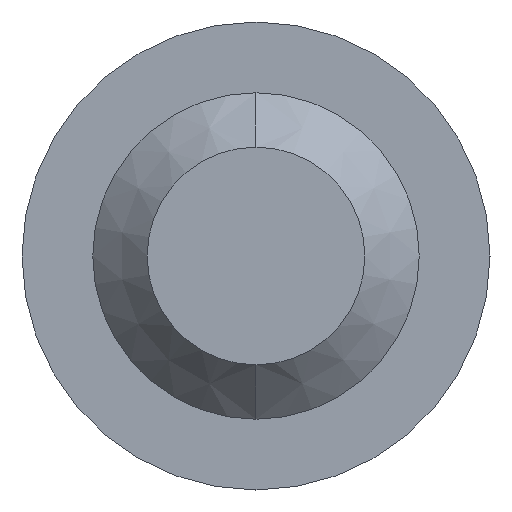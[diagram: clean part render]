
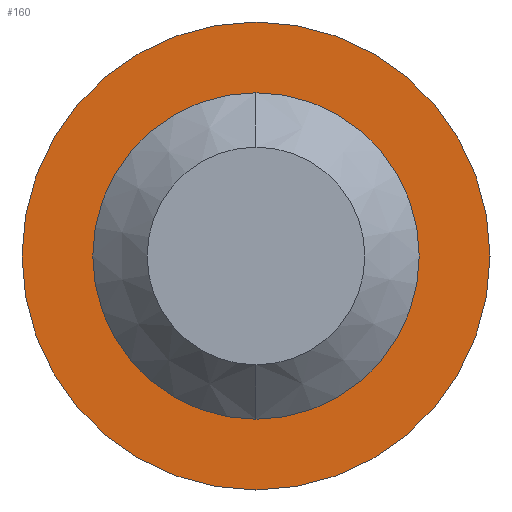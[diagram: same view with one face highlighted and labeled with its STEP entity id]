
A CAD part, left-side view. The second image highlights one B-rep face of the part: STEP entity #160.
In plain terms, the highlighted planar face has unit normal (-1, 0, 0).
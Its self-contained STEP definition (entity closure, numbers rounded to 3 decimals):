
#11 = EDGE_CURVE ( 'NONE', #20, #92, #281, .T. ) ;
#20 = VERTEX_POINT ( 'NONE', #515 ) ;
#91 = EDGE_CURVE ( 'NONE', #100, #95, #427, .T. ) ;
#92 = VERTEX_POINT ( 'NONE', #431 ) ;
#95 = VERTEX_POINT ( 'NONE', #416 ) ;
#100 = VERTEX_POINT ( 'NONE', #410 ) ;
#151 = ORIENTED_EDGE ( 'NONE', *, *, #154, .F. ) ;
#153 = EDGE_LOOP ( 'NONE', ( #289, #203 ) ) ;
#154 = EDGE_CURVE ( 'NONE', #95, #100, #669, .T. ) ;
#160 = ADVANCED_FACE ( 'NONE', ( #722, #651 ), #656, .F. ) ;
#161 = ORIENTED_EDGE ( 'NONE', *, *, #91, .F. ) ;
#178 = AXIS2_PLACEMENT_3D ( 'NONE', #279, #193, #192 ) ;
#192 = DIRECTION ( 'NONE',  ( 0., 0., 1. ) ) ;
#193 = DIRECTION ( 'NONE',  ( -1., 0., 0. ) ) ;
#203 = ORIENTED_EDGE ( 'NONE', *, *, #230, .T. ) ;
#230 = EDGE_CURVE ( 'NONE', #92, #20, #557, .T. ) ;
#251 = EDGE_LOOP ( 'NONE', ( #151, #161 ) ) ;
#279 = CARTESIAN_POINT ( 'NONE',  ( -1.8, 0., 0. ) ) ;
#281 = CIRCLE ( 'NONE', #178, 2.15 ) ;
#289 = ORIENTED_EDGE ( 'NONE', *, *, #11, .T. ) ;
#410 = CARTESIAN_POINT ( 'NONE',  ( -1.8, 0., -1.5 ) ) ;
#412 = DIRECTION ( 'NONE',  ( 0., 0., 1. ) ) ;
#413 = DIRECTION ( 'NONE',  ( -1., 0., 0. ) ) ;
#414 = CARTESIAN_POINT ( 'NONE',  ( -1.8, 0., 0. ) ) ;
#416 = CARTESIAN_POINT ( 'NONE',  ( -1.8, 0., 1.5 ) ) ;
#427 = CIRCLE ( 'NONE', #510, 1.5 ) ;
#431 = CARTESIAN_POINT ( 'NONE',  ( -1.8, 0., -2.15 ) ) ;
#510 = AXIS2_PLACEMENT_3D ( 'NONE', #414, #413, #412 ) ;
#515 = CARTESIAN_POINT ( 'NONE',  ( -1.8, 0., 2.15 ) ) ;
#557 = CIRCLE ( 'NONE', #566, 2.15 ) ;
#566 = AXIS2_PLACEMENT_3D ( 'NONE', #667, #666, #665 ) ;
#596 = DIRECTION ( 'NONE',  ( 0., 0., -1. ) ) ;
#597 = DIRECTION ( 'NONE',  ( 1., 0., 0. ) ) ;
#600 = DIRECTION ( 'NONE',  ( 0., 0., 1. ) ) ;
#601 = DIRECTION ( 'NONE',  ( -1., 0., 0. ) ) ;
#602 = CARTESIAN_POINT ( 'NONE',  ( -1.8, 0., 0. ) ) ;
#603 = AXIS2_PLACEMENT_3D ( 'NONE', #602, #601, #600 ) ;
#651 = FACE_OUTER_BOUND ( 'NONE', #153, .T. ) ;
#652 = AXIS2_PLACEMENT_3D ( 'NONE', #706, #597, #596 ) ;
#656 = PLANE ( 'NONE',  #652 ) ;
#665 = DIRECTION ( 'NONE',  ( 0., 0., 1. ) ) ;
#666 = DIRECTION ( 'NONE',  ( -1., 0., 0. ) ) ;
#667 = CARTESIAN_POINT ( 'NONE',  ( -1.8, 0., 0. ) ) ;
#669 = CIRCLE ( 'NONE', #603, 1.5 ) ;
#706 = CARTESIAN_POINT ( 'NONE',  ( -1.8, 1.5, 0. ) ) ;
#722 = FACE_BOUND ( 'NONE', #251, .T. ) ;
